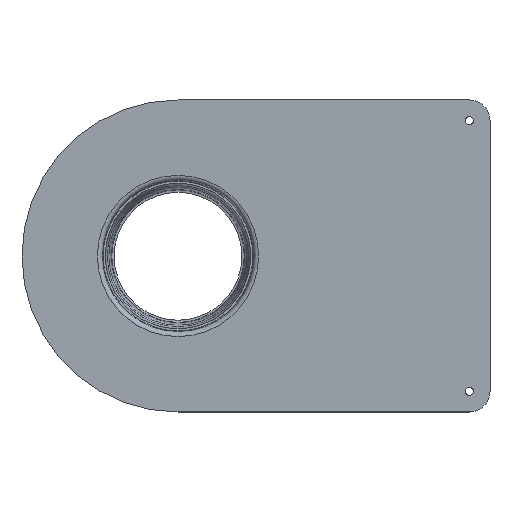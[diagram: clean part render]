
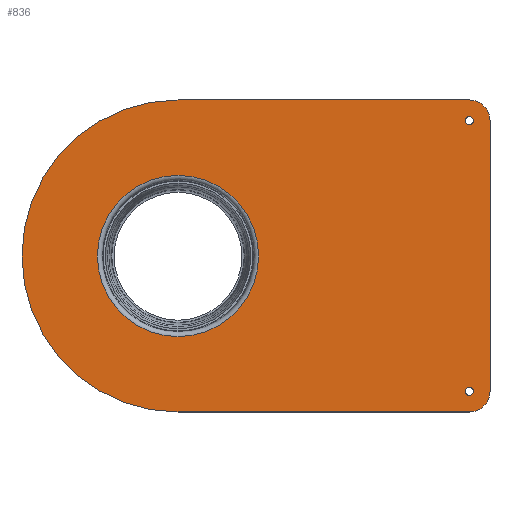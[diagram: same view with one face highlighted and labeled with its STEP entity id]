
A CAD part, top view. The second image highlights one B-rep face of the part: STEP entity #836.
In plain terms, the highlighted planar face has unit normal (0, 0, 1).
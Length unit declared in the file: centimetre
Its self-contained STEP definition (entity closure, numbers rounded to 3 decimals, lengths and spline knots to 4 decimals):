
#80=FACE_BOUND('',#188,.T.);
#81=FACE_BOUND('',#189,.T.);
#82=FACE_BOUND('',#190,.T.);
#122=FACE_OUTER_BOUND('',#187,.T.);
#187=EDGE_LOOP('',(#684,#685,#686,#687,#688,#689));
#188=EDGE_LOOP('',(#690));
#189=EDGE_LOOP('',(#691));
#190=EDGE_LOOP('',(#692));
#258=CIRCLE('',#1028,77.5);
#265=CIRCLE('',#1038,20.);
#266=CIRCLE('',#1041,4.);
#267=CIRCLE('',#1043,4.);
#268=CIRCLE('',#1045,20.);
#269=CIRCLE('',#1047,150.);
#343=VERTEX_POINT('',#1592);
#352=VERTEX_POINT('',#1613);
#353=VERTEX_POINT('',#1615);
#354=VERTEX_POINT('',#1619);
#355=VERTEX_POINT('',#1623);
#356=VERTEX_POINT('',#1627);
#357=VERTEX_POINT('',#1631);
#358=VERTEX_POINT('',#1635);
#359=VERTEX_POINT('',#1639);
#452=EDGE_CURVE('',#343,#343,#258,.T.);
#463=EDGE_CURVE('',#352,#353,#887,.T.);
#466=EDGE_CURVE('',#354,#352,#265,.T.);
#468=EDGE_CURVE('',#354,#355,#891,.T.);
#470=EDGE_CURVE('',#356,#356,#266,.T.);
#472=EDGE_CURVE('',#357,#357,#267,.T.);
#474=EDGE_CURVE('',#358,#355,#268,.T.);
#475=EDGE_CURVE('',#358,#359,#895,.T.);
#476=EDGE_CURVE('',#353,#359,#269,.T.);
#684=ORIENTED_EDGE('',*,*,#463,.F.);
#685=ORIENTED_EDGE('',*,*,#466,.F.);
#686=ORIENTED_EDGE('',*,*,#468,.T.);
#687=ORIENTED_EDGE('',*,*,#474,.F.);
#688=ORIENTED_EDGE('',*,*,#475,.T.);
#689=ORIENTED_EDGE('',*,*,#476,.F.);
#690=ORIENTED_EDGE('',*,*,#452,.T.);
#691=ORIENTED_EDGE('',*,*,#472,.T.);
#692=ORIENTED_EDGE('',*,*,#470,.T.);
#795=PLANE('',#1046);
#836=ADVANCED_FACE('',(#122,#80,#81,#82),#795,.T.);
#887=LINE('',#1616,#928);
#891=LINE('',#1625,#932);
#895=LINE('',#1640,#936);
#928=VECTOR('',#1303,1.);
#932=VECTOR('',#1313,1.);
#936=VECTOR('',#1331,1.);
#1028=AXIS2_PLACEMENT_3D('',#1593,#1281,#1282);
#1038=AXIS2_PLACEMENT_3D('',#1621,#1308,#1309);
#1041=AXIS2_PLACEMENT_3D('',#1629,#1317,#1318);
#1043=AXIS2_PLACEMENT_3D('',#1633,#1322,#1323);
#1045=AXIS2_PLACEMENT_3D('',#1637,#1327,#1328);
#1046=AXIS2_PLACEMENT_3D('',#1638,#1329,#1330);
#1047=AXIS2_PLACEMENT_3D('',#1641,#1332,#1333);
#1281=DIRECTION('center_axis',(0.,0.,-1.));
#1282=DIRECTION('ref_axis',(1.,0.,0.));
#1303=DIRECTION('',(-1.,0.,0.));
#1308=DIRECTION('center_axis',(0.,0.,-1.));
#1309=DIRECTION('ref_axis',(0.707,-0.707,0.));
#1313=DIRECTION('',(0.,1.,0.));
#1317=DIRECTION('center_axis',(0.,0.,-1.));
#1318=DIRECTION('ref_axis',(1.,0.,0.));
#1322=DIRECTION('center_axis',(0.,0.,-1.));
#1323=DIRECTION('ref_axis',(1.,0.,0.));
#1327=DIRECTION('center_axis',(0.,0.,-1.));
#1328=DIRECTION('ref_axis',(0.707,0.707,0.));
#1329=DIRECTION('center_axis',(0.,0.,1.));
#1330=DIRECTION('ref_axis',(0.,-1.,0.));
#1331=DIRECTION('',(-1.,0.,0.));
#1332=DIRECTION('center_axis',(0.,0.,-1.));
#1333=DIRECTION('ref_axis',(1.,0.,0.));
#1592=CARTESIAN_POINT('',(0.,-77.5,71.));
#1593=CARTESIAN_POINT('Origin',(0.,0.,
71.));
#1613=CARTESIAN_POINT('',(280.,-150.,71.));
#1615=CARTESIAN_POINT('',(0.,-150.,71.));
#1616=CARTESIAN_POINT('',(162.6505,-150.,71.));
#1619=CARTESIAN_POINT('',(300.,-130.,71.));
#1621=CARTESIAN_POINT('Origin',(280.,-130.,71.));
#1623=CARTESIAN_POINT('',(300.,130.,71.));
#1625=CARTESIAN_POINT('',(300.,0.,71.));
#1627=CARTESIAN_POINT('',(276.,130.,71.));
#1629=CARTESIAN_POINT('Origin',(280.,130.,71.));
#1631=CARTESIAN_POINT('',(276.,-130.,71.));
#1633=CARTESIAN_POINT('Origin',(280.,-130.,71.));
#1635=CARTESIAN_POINT('',(280.,150.,71.));
#1637=CARTESIAN_POINT('Origin',(280.,130.,71.));
#1638=CARTESIAN_POINT('Origin',(150.,0.,71.));
#1639=CARTESIAN_POINT('',(0.,150.,71.));
#1640=CARTESIAN_POINT('',(251.,150.,71.));
#1641=CARTESIAN_POINT('Origin',(0.,0.,
71.));
